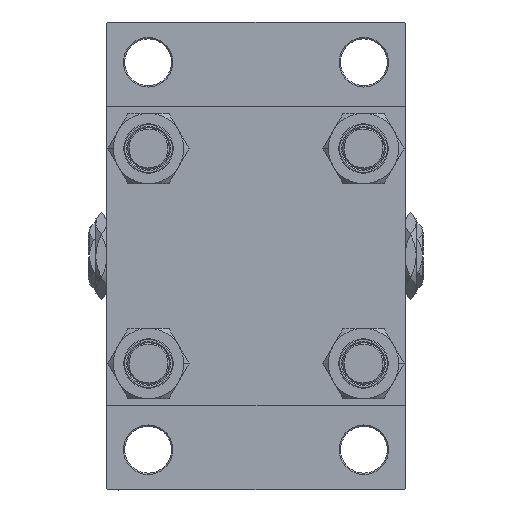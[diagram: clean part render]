
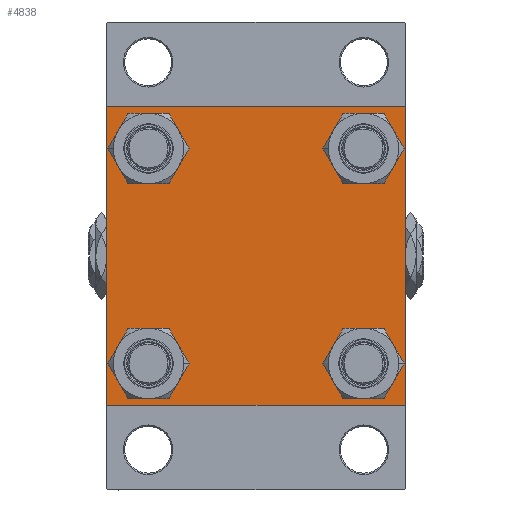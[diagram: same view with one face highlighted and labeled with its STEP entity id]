
A CAD part, left-side view. The second image highlights one B-rep face of the part: STEP entity #4838.
In plain terms, the highlighted planar face has unit normal (-1, 0, 0).
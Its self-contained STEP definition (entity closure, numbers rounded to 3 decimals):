
#48 = VERTEX_POINT ( 'NONE', #41170 ) ;
#63 = VERTEX_POINT ( 'NONE', #21294 ) ;
#147 = CARTESIAN_POINT ( 'NONE',  ( 0., 41.35, -41.35 ) ) ;
#382 = CIRCLE ( 'NONE', #33000, 8.5 ) ;
#456 = CARTESIAN_POINT ( 'NONE',  ( 0., 41.35, -49.85 ) ) ;
#1191 = ORIENTED_EDGE ( 'NONE', *, *, #8199, .F. ) ;
#1766 = LINE ( 'NONE', #13460, #48275 ) ;
#1800 = VERTEX_POINT ( 'NONE', #46239 ) ;
#1831 = DIRECTION ( 'NONE',  ( 0., 0., 1. ) ) ;
#1845 = PLANE ( 'NONE',  #32888 ) ;
#1942 = VERTEX_POINT ( 'NONE', #24612 ) ;
#1977 = CARTESIAN_POINT ( 'NONE',  ( 0., -41.35, -41.35 ) ) ;
#2228 = CARTESIAN_POINT ( 'NONE',  ( 0., 41.35, 32.85 ) ) ;
#2365 = AXIS2_PLACEMENT_3D ( 'NONE', #13517, #40371, #1831 ) ;
#2411 = DIRECTION ( 'NONE',  ( 1., 0., 0. ) ) ;
#2459 = LINE ( 'NONE', #9694, #32329 ) ;
#3143 = VERTEX_POINT ( 'NONE', #456 ) ;
#3358 = VERTEX_POINT ( 'NONE', #14615 ) ;
#3870 = CARTESIAN_POINT ( 'NONE',  ( 0., 41.35, 41.35 ) ) ;
#4052 = CARTESIAN_POINT ( 'NONE',  ( 0., -41.35, -41.35 ) ) ;
#4459 = LINE ( 'NONE', #23358, #47978 ) ;
#4838 = ADVANCED_FACE ( 'NONE', ( #35932, #25208, #47595, #21487, #29186 ), #1845, .T. ) ;
#5158 = EDGE_CURVE ( 'NONE', #35391, #36921, #47969, .T. ) ;
#5388 = ORIENTED_EDGE ( 'NONE', *, *, #43830, .T. ) ;
#7522 = ORIENTED_EDGE ( 'NONE', *, *, #27855, .T. ) ;
#7530 = ORIENTED_EDGE ( 'NONE', *, *, #8295, .F. ) ;
#8199 = EDGE_CURVE ( 'NONE', #42230, #36921, #1766, .T. ) ;
#8295 = EDGE_CURVE ( 'NONE', #35391, #39168, #22126, .T. ) ;
#8373 = CARTESIAN_POINT ( 'NONE',  ( 0., -41.35, 32.85 ) ) ;
#8653 = VERTEX_POINT ( 'NONE', #9761 ) ;
#9118 = EDGE_CURVE ( 'NONE', #10125, #12937, #48336, .T. ) ;
#9398 = EDGE_CURVE ( 'NONE', #32671, #1942, #14230, .T. ) ;
#9694 = CARTESIAN_POINT ( 'NONE',  ( 0., 57.25, 57.25 ) ) ;
#9761 = CARTESIAN_POINT ( 'NONE',  ( 0., -41.35, -49.85 ) ) ;
#9813 = CARTESIAN_POINT ( 'NONE',  ( 0., 0., 0. ) ) ;
#10125 = VERTEX_POINT ( 'NONE', #2228 ) ;
#10171 = DIRECTION ( 'NONE',  ( 0., 0.707, 0.707 ) ) ;
#10914 = CIRCLE ( 'NONE', #39510, 8.5 ) ;
#10965 = EDGE_LOOP ( 'NONE', ( #47361, #30573 ) ) ;
#11788 = EDGE_CURVE ( 'NONE', #8653, #48, #30870, .T. ) ;
#12423 = DIRECTION ( 'NONE',  ( 1., 0., 0. ) ) ;
#12672 = CARTESIAN_POINT ( 'NONE',  ( 0., 41.35, -41.35 ) ) ;
#12730 = ORIENTED_EDGE ( 'NONE', *, *, #14656, .T. ) ;
#12847 = EDGE_LOOP ( 'NONE', ( #13791, #48762 ) ) ;
#12937 = VERTEX_POINT ( 'NONE', #24210 ) ;
#13460 = CARTESIAN_POINT ( 'NONE',  ( 0., 57.5, 57.5 ) ) ;
#13517 = CARTESIAN_POINT ( 'NONE',  ( 0., -41.35, 41.35 ) ) ;
#13663 = VECTOR ( 'NONE', #40556, 1000. ) ;
#13791 = ORIENTED_EDGE ( 'NONE', *, *, #21783, .T. ) ;
#13840 = EDGE_LOOP ( 'NONE', ( #38476, #32182 ) ) ;
#13878 = VERTEX_POINT ( 'NONE', #27449 ) ;
#14177 = VECTOR ( 'NONE', #16156, 1000. ) ;
#14230 = CIRCLE ( 'NONE', #30914, 8.5 ) ;
#14615 = CARTESIAN_POINT ( 'NONE',  ( 0., 57.5, -57. ) ) ;
#14656 = EDGE_CURVE ( 'NONE', #1942, #32671, #38115, .T. ) ;
#16156 = DIRECTION ( 'NONE',  ( 0., -1., 0. ) ) ;
#17407 = DIRECTION ( 'NONE',  ( 0., 0., 1. ) ) ;
#17849 = CARTESIAN_POINT ( 'NONE',  ( 0., -57.5, -57. ) ) ;
#18357 = CARTESIAN_POINT ( 'NONE',  ( 0., -57.25, 57.25 ) ) ;
#20624 = DIRECTION ( 'NONE',  ( 0., -0.707, 0.707 ) ) ;
#21294 = CARTESIAN_POINT ( 'NONE',  ( 0., 57.5, 57. ) ) ;
#21487 = FACE_BOUND ( 'NONE', #12847, .T. ) ;
#21783 = EDGE_CURVE ( 'NONE', #12937, #10125, #33602, .T. ) ;
#22023 = AXIS2_PLACEMENT_3D ( 'NONE', #1977, #36065, #17407 ) ;
#22126 = LINE ( 'NONE', #47768, #13663 ) ;
#22129 = AXIS2_PLACEMENT_3D ( 'NONE', #4052, #42584, #46806 ) ;
#23115 = LINE ( 'NONE', #26848, #44335 ) ;
#23289 = DIRECTION ( 'NONE',  ( 0., 0., 1. ) ) ;
#23358 = CARTESIAN_POINT ( 'NONE',  ( 0., -57.25, -57.25 ) ) ;
#23602 = CARTESIAN_POINT ( 'NONE',  ( 0., 57.5, -57.5 ) ) ;
#24210 = CARTESIAN_POINT ( 'NONE',  ( 0., 41.35, 49.85 ) ) ;
#24503 = DIRECTION ( 'NONE',  ( 0., 0., 1. ) ) ;
#24612 = CARTESIAN_POINT ( 'NONE',  ( 0., -41.35, 49.85 ) ) ;
#24728 = DIRECTION ( 'NONE',  ( -1., 0., 0. ) ) ;
#25208 = FACE_BOUND ( 'NONE', #13840, .T. ) ;
#25227 = VECTOR ( 'NONE', #40038, 1000. ) ;
#25309 = AXIS2_PLACEMENT_3D ( 'NONE', #3870, #42157, #26253 ) ;
#25527 = DIRECTION ( 'NONE',  ( 0., 0., 1. ) ) ;
#26253 = DIRECTION ( 'NONE',  ( 0., 0., 1. ) ) ;
#26295 = CARTESIAN_POINT ( 'NONE',  ( 0., 57., -57.5 ) ) ;
#26848 = CARTESIAN_POINT ( 'NONE',  ( 0., 57.25, -57.25 ) ) ;
#27013 = DIRECTION ( 'NONE',  ( 1., 0., 0. ) ) ;
#27117 = EDGE_LOOP ( 'NONE', ( #12730, #31232 ) ) ;
#27449 = CARTESIAN_POINT ( 'NONE',  ( 0., -57., -57.5 ) ) ;
#27490 = CARTESIAN_POINT ( 'NONE',  ( 0., -41.35, 41.35 ) ) ;
#27592 = DIRECTION ( 'NONE',  ( 0., -0.707, -0.707 ) ) ;
#27848 = CARTESIAN_POINT ( 'NONE',  ( 0., -57., 57.5 ) ) ;
#27855 = EDGE_CURVE ( 'NONE', #13878, #39168, #4459, .T. ) ;
#28345 = CARTESIAN_POINT ( 'NONE',  ( 0., 57.5, 57.5 ) ) ;
#28742 = ORIENTED_EDGE ( 'NONE', *, *, #37095, .T. ) ;
#28912 = VECTOR ( 'NONE', #10171, 1000. ) ;
#29082 = LINE ( 'NONE', #28345, #25227 ) ;
#29186 = FACE_OUTER_BOUND ( 'NONE', #36708, .T. ) ;
#29564 = DIRECTION ( 'NONE',  ( 0., 0.707, -0.707 ) ) ;
#30069 = EDGE_CURVE ( 'NONE', #3143, #1800, #382, .T. ) ;
#30573 = ORIENTED_EDGE ( 'NONE', *, *, #30069, .T. ) ;
#30758 = CIRCLE ( 'NONE', #22023, 8.5 ) ;
#30870 = CIRCLE ( 'NONE', #22129, 8.5 ) ;
#30914 = AXIS2_PLACEMENT_3D ( 'NONE', #27490, #47123, #24503 ) ;
#31214 = ORIENTED_EDGE ( 'NONE', *, *, #34535, .T. ) ;
#31232 = ORIENTED_EDGE ( 'NONE', *, *, #9398, .T. ) ;
#32182 = ORIENTED_EDGE ( 'NONE', *, *, #11788, .T. ) ;
#32257 = ORIENTED_EDGE ( 'NONE', *, *, #42965, .T. ) ;
#32329 = VECTOR ( 'NONE', #29564, 1000. ) ;
#32671 = VERTEX_POINT ( 'NONE', #8373 ) ;
#32888 = AXIS2_PLACEMENT_3D ( 'NONE', #9813, #24728, #44099 ) ;
#33000 = AXIS2_PLACEMENT_3D ( 'NONE', #147, #27013, #23289 ) ;
#33495 = VERTEX_POINT ( 'NONE', #26295 ) ;
#33602 = CIRCLE ( 'NONE', #39977, 8.5 ) ;
#33726 = CARTESIAN_POINT ( 'NONE',  ( 0., 41.35, 41.35 ) ) ;
#34535 = EDGE_CURVE ( 'NONE', #42230, #63, #2459, .T. ) ;
#35072 = DIRECTION ( 'NONE',  ( 0., 0., 1. ) ) ;
#35391 = VERTEX_POINT ( 'NONE', #40769 ) ;
#35932 = FACE_BOUND ( 'NONE', #27117, .T. ) ;
#36065 = DIRECTION ( 'NONE',  ( 1., 0., 0. ) ) ;
#36708 = EDGE_LOOP ( 'NONE', ( #28742, #5388, #32257, #7522, #7530, #39752, #1191, #31214 ) ) ;
#36921 = VERTEX_POINT ( 'NONE', #27848 ) ;
#36953 = EDGE_CURVE ( 'NONE', #1800, #3143, #10914, .T. ) ;
#37042 = EDGE_CURVE ( 'NONE', #48, #8653, #30758, .T. ) ;
#37095 = EDGE_CURVE ( 'NONE', #63, #3358, #29082, .T. ) ;
#37884 = CARTESIAN_POINT ( 'NONE',  ( 0., 57., 57.5 ) ) ;
#38115 = CIRCLE ( 'NONE', #2365, 8.5 ) ;
#38476 = ORIENTED_EDGE ( 'NONE', *, *, #37042, .T. ) ;
#39168 = VERTEX_POINT ( 'NONE', #17849 ) ;
#39510 = AXIS2_PLACEMENT_3D ( 'NONE', #12672, #12423, #35072 ) ;
#39752 = ORIENTED_EDGE ( 'NONE', *, *, #5158, .T. ) ;
#39977 = AXIS2_PLACEMENT_3D ( 'NONE', #33726, #2411, #25527 ) ;
#40038 = DIRECTION ( 'NONE',  ( 0., 0., -1. ) ) ;
#40371 = DIRECTION ( 'NONE',  ( 1., 0., 0. ) ) ;
#40556 = DIRECTION ( 'NONE',  ( 0., 0., -1. ) ) ;
#40769 = CARTESIAN_POINT ( 'NONE',  ( 0., -57.5, 57. ) ) ;
#41170 = CARTESIAN_POINT ( 'NONE',  ( 0., -41.35, -32.85 ) ) ;
#42157 = DIRECTION ( 'NONE',  ( 1., 0., 0. ) ) ;
#42230 = VERTEX_POINT ( 'NONE', #37884 ) ;
#42584 = DIRECTION ( 'NONE',  ( 1., 0., 0. ) ) ;
#42965 = EDGE_CURVE ( 'NONE', #33495, #13878, #45730, .T. ) ;
#43049 = DIRECTION ( 'NONE',  ( 0., -1., 0. ) ) ;
#43830 = EDGE_CURVE ( 'NONE', #3358, #33495, #23115, .T. ) ;
#44099 = DIRECTION ( 'NONE',  ( 0., 0., 1. ) ) ;
#44335 = VECTOR ( 'NONE', #27592, 1000. ) ;
#45730 = LINE ( 'NONE', #23602, #14177 ) ;
#46239 = CARTESIAN_POINT ( 'NONE',  ( 0., 41.35, -32.85 ) ) ;
#46806 = DIRECTION ( 'NONE',  ( 0., 0., 1. ) ) ;
#47123 = DIRECTION ( 'NONE',  ( 1., 0., 0. ) ) ;
#47361 = ORIENTED_EDGE ( 'NONE', *, *, #36953, .T. ) ;
#47595 = FACE_BOUND ( 'NONE', #10965, .T. ) ;
#47768 = CARTESIAN_POINT ( 'NONE',  ( 0., -57.5, 57.5 ) ) ;
#47969 = LINE ( 'NONE', #18357, #28912 ) ;
#47978 = VECTOR ( 'NONE', #20624, 1000. ) ;
#48275 = VECTOR ( 'NONE', #43049, 1000. ) ;
#48336 = CIRCLE ( 'NONE', #25309, 8.5 ) ;
#48762 = ORIENTED_EDGE ( 'NONE', *, *, #9118, .T. ) ;
